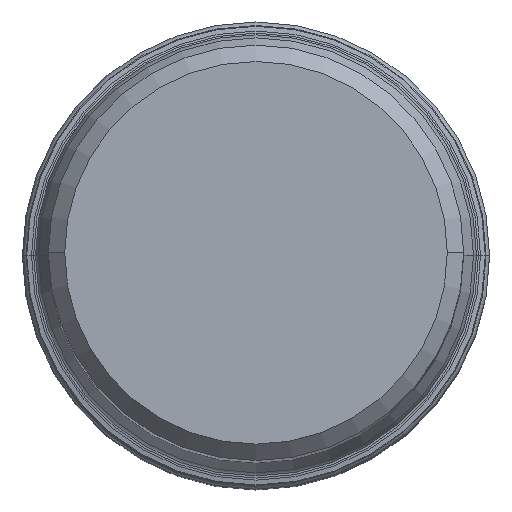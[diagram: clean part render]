
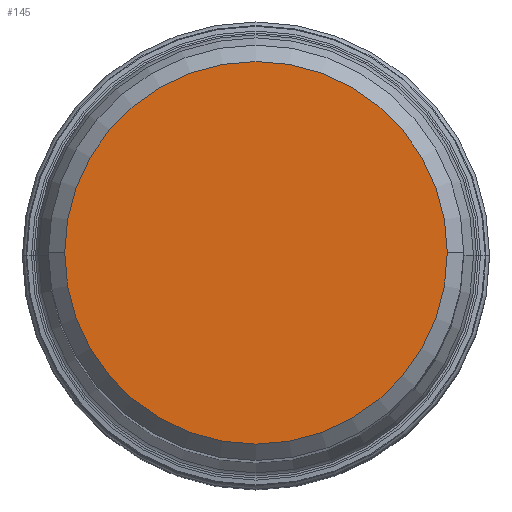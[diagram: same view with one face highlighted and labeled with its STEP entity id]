
A CAD part, top view. The second image highlights one B-rep face of the part: STEP entity #145.
In plain terms, the highlighted planar face has unit normal (0, 0, 1).
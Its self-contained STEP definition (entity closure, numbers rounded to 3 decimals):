
#30=PLANE('',#1406);
#145=ADVANCED_FACE('',(#292),#30,.F.);
#292=FACE_OUTER_BOUND('',#366,.T.);
#366=EDGE_LOOP('',(#628,#629));
#628=ORIENTED_EDGE('',*,*,#879,.T.);
#629=ORIENTED_EDGE('',*,*,#880,.T.);
#740=VERTEX_POINT('',#2870);
#741=VERTEX_POINT('',#2872);
#879=EDGE_CURVE('',#740,#741,#1068,.T.);
#880=EDGE_CURVE('',#741,#740,#1069,.T.);
#1068=CIRCLE('',#1403,11.7);
#1069=CIRCLE('',#1405,11.7);
#1403=AXIS2_PLACEMENT_3D('',#2873,#1713,#1714);
#1405=AXIS2_PLACEMENT_3D('',#2875,#1717,#1718);
#1406=AXIS2_PLACEMENT_3D('',#2876,#1719,#1720);
#1713=DIRECTION('',(0.,0.,1.));
#1714=DIRECTION('',(1.,0.,0.));
#1717=DIRECTION('',(0.,0.,1.));
#1718=DIRECTION('',(-1.,0.,0.));
#1719=DIRECTION('',(0.,0.,-1.));
#1720=DIRECTION('',(-1.,0.,0.));
#2870=CARTESIAN_POINT('',(11.7,0.,0.));
#2872=CARTESIAN_POINT('',(-11.7,0.,0.));
#2873=CARTESIAN_POINT('',(0.,0.,0.));
#2875=CARTESIAN_POINT('',(0.,0.,0.));
#2876=CARTESIAN_POINT('',(0.,0.,0.));
